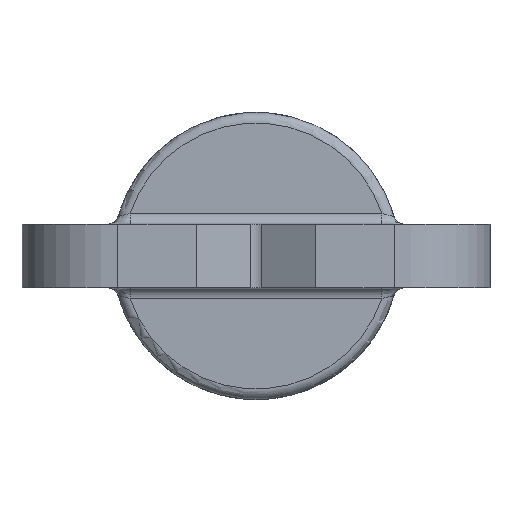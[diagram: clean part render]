
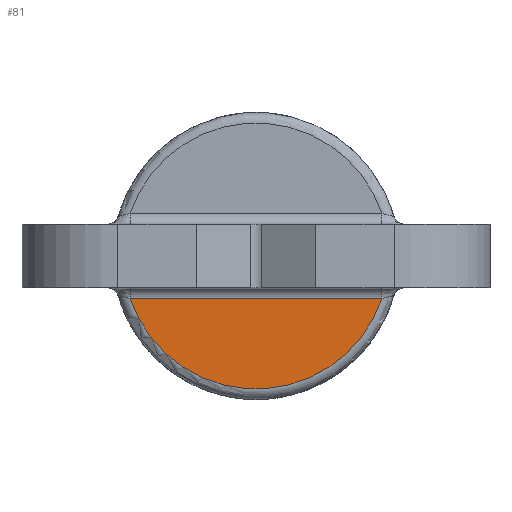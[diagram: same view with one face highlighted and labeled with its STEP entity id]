
A CAD part, left-side view. The second image highlights one B-rep face of the part: STEP entity #81.
In plain terms, the highlighted planar face has unit normal (-1, 0, 0).
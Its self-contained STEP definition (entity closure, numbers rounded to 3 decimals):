
#81 = ADVANCED_FACE( '', ( #207 ), #208, .T. );
#207 = FACE_OUTER_BOUND( '', #525, .T. );
#208 = PLANE( '', #526 );
#525 = EDGE_LOOP( '', ( #1261, #1262 ) );
#526 = AXIS2_PLACEMENT_3D( '', #1263, #1264, #1265 );
#1261 = ORIENTED_EDGE( '', *, *, #1711, .T. );
#1262 = ORIENTED_EDGE( '', *, *, #1712, .T. );
#1263 = CARTESIAN_POINT( '', ( 23.5, 0., 13.5 ) );
#1264 = DIRECTION( '', ( -1., 0., 0. ) );
#1265 = DIRECTION( '', ( 0., 0., 1. ) );
#1711 = EDGE_CURVE( '', #1900, #1901, #1902, .T. );
#1712 = EDGE_CURVE( '', #1901, #1900, #1903, .F. );
#1900 = VERTEX_POINT( '', #2248 );
#1901 = VERTEX_POINT( '', #2249 );
#1902 = CIRCLE( '', #2250, 12.5 );
#1903 = LINE( '', #2251, #2252 );
#2248 = CARTESIAN_POINT( '', ( 23.5, 11.843, -4. ) );
#2249 = CARTESIAN_POINT( '', ( 23.5, -11.843, -4. ) );
#2250 = AXIS2_PLACEMENT_3D( '', #3210, #3211, #3212 );
#2251 = CARTESIAN_POINT( '', ( 23.5, 0., -4. ) );
#2252 = VECTOR( '', #3213, 1000. );
#3210 = CARTESIAN_POINT( '', ( 23.5, 0., 0. ) );
#3211 = DIRECTION( '', ( -1., 0., 0. ) );
#3212 = DIRECTION( '', ( 0., 0., 1. ) );
#3213 = DIRECTION( '', ( 0., -1., 0. ) );
